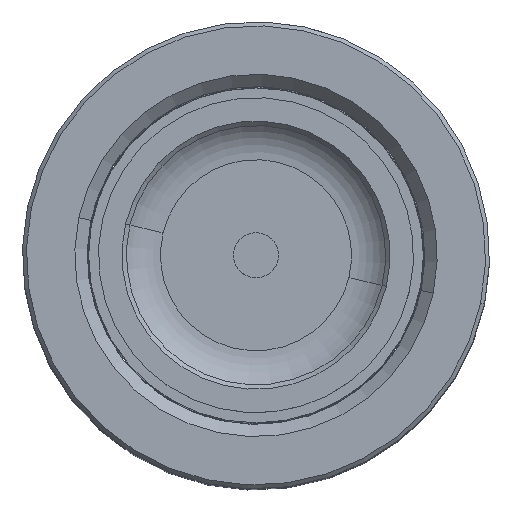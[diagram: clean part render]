
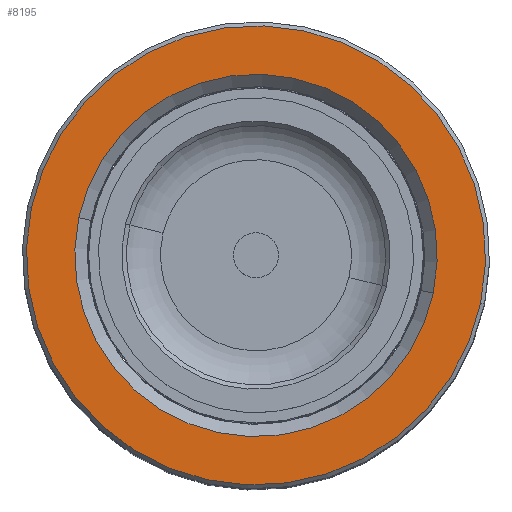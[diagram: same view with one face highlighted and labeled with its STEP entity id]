
A CAD part, top view. The second image highlights one B-rep face of the part: STEP entity #8195.
In plain terms, the highlighted planar face has unit normal (0, 0, 1).
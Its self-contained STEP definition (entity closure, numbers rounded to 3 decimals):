
#136 = EDGE_LOOP ( 'NONE', ( #17385, #52838 ) ) ;
#966 = DIRECTION ( 'NONE',  ( 1., 0., 0. ) ) ;
#1749 = DIRECTION ( 'NONE',  ( 1., 0., 0. ) ) ;
#3208 = EDGE_CURVE ( 'NONE', #50944, #20800, #22861, .T. ) ;
#6628 = AXIS2_PLACEMENT_3D ( 'NONE', #8476, #12685, #12859 ) ;
#8195 = ADVANCED_FACE ( 'NONE', ( #20686, #29828 ), #10419, .T. ) ;
#8476 = CARTESIAN_POINT ( 'NONE',  ( 0., 0., 120. ) ) ;
#8803 = EDGE_CURVE ( 'NONE', #14880, #31835, #25282, .T. ) ;
#9650 = AXIS2_PLACEMENT_3D ( 'NONE', #47976, #39341, #13718 ) ;
#10419 = PLANE ( 'NONE',  #9650 ) ;
#10993 = CARTESIAN_POINT ( 'NONE',  ( 0., 0., 120. ) ) ;
#12685 = DIRECTION ( 'NONE',  ( 0., 0., 1. ) ) ;
#12859 = DIRECTION ( 'NONE',  ( 1., 0., 0. ) ) ;
#13718 = DIRECTION ( 'NONE',  ( 1., 0., 0. ) ) ;
#13956 = CARTESIAN_POINT ( 'NONE',  ( 0., 0., 120. ) ) ;
#14880 = VERTEX_POINT ( 'NONE', #16313 ) ;
#14961 = EDGE_CURVE ( 'NONE', #31835, #14880, #22431, .T. ) ;
#15464 = DIRECTION ( 'NONE',  ( 0., 0., -1. ) ) ;
#16313 = CARTESIAN_POINT ( 'NONE',  ( -40.8, 0., 120. ) ) ;
#17385 = ORIENTED_EDGE ( 'NONE', *, *, #8803, .T. ) ;
#20357 = AXIS2_PLACEMENT_3D ( 'NONE', #31014, #15464, #1749 ) ;
#20686 = FACE_OUTER_BOUND ( 'NONE', #136, .T. ) ;
#20800 = VERTEX_POINT ( 'NONE', #37622 ) ;
#20834 = AXIS2_PLACEMENT_3D ( 'NONE', #13956, #51869, #966 ) ;
#22431 = CIRCLE ( 'NONE', #6628, 40.8 ) ;
#22861 = CIRCLE ( 'NONE', #40748, 32.2 ) ;
#23616 = DIRECTION ( 'NONE',  ( 1., 0., 0. ) ) ;
#25282 = CIRCLE ( 'NONE', #20834, 40.8 ) ;
#25700 = ORIENTED_EDGE ( 'NONE', *, *, #3208, .T. ) ;
#29828 = FACE_BOUND ( 'NONE', #42029, .T. ) ;
#31014 = CARTESIAN_POINT ( 'NONE',  ( 0., 0., 120. ) ) ;
#31559 = CARTESIAN_POINT ( 'NONE',  ( 32.2, 0., 120. ) ) ;
#31835 = VERTEX_POINT ( 'NONE', #32810 ) ;
#32810 = CARTESIAN_POINT ( 'NONE',  ( 40.8, 0., 120. ) ) ;
#37622 = CARTESIAN_POINT ( 'NONE',  ( -32.2, 0., 120. ) ) ;
#38178 = CIRCLE ( 'NONE', #20357, 32.2 ) ;
#39341 = DIRECTION ( 'NONE',  ( 0., 0., 1. ) ) ;
#40748 = AXIS2_PLACEMENT_3D ( 'NONE', #10993, #48753, #23616 ) ;
#42029 = EDGE_LOOP ( 'NONE', ( #25700, #47805 ) ) ;
#44970 = EDGE_CURVE ( 'NONE', #20800, #50944, #38178, .T. ) ;
#47805 = ORIENTED_EDGE ( 'NONE', *, *, #44970, .T. ) ;
#47976 = CARTESIAN_POINT ( 'NONE',  ( 0., 0., 120. ) ) ;
#48753 = DIRECTION ( 'NONE',  ( 0., 0., -1. ) ) ;
#50944 = VERTEX_POINT ( 'NONE', #31559 ) ;
#51869 = DIRECTION ( 'NONE',  ( 0., 0., 1. ) ) ;
#52838 = ORIENTED_EDGE ( 'NONE', *, *, #14961, .T. ) ;
